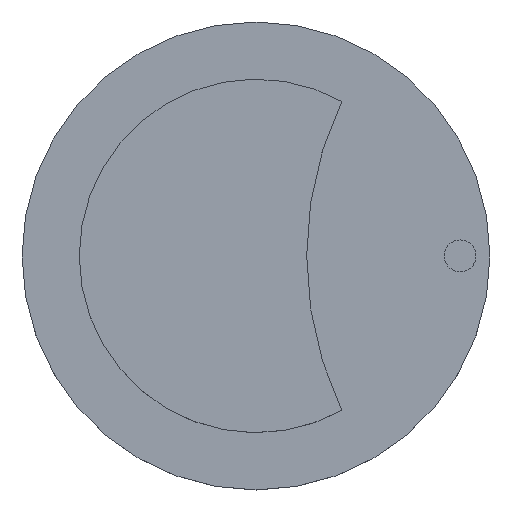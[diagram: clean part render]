
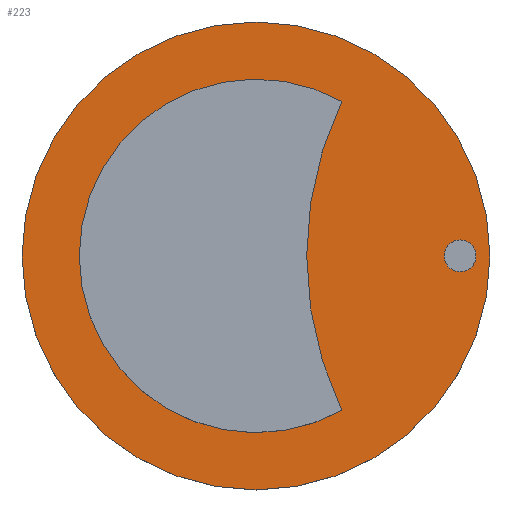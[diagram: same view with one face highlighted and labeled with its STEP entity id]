
A CAD part, top view. The second image highlights one B-rep face of the part: STEP entity #223.
In plain terms, the highlighted planar face has unit normal (0, 0, 1).
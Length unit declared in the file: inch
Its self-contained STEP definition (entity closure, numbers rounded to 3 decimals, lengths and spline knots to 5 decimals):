
#1 = EDGE_CURVE ( 'NONE', #301, #8, #6, .T. ) ;
#6 = CIRCLE ( 'NONE', #461, 2.75 ) ;
#8 = VERTEX_POINT ( 'NONE', #20 ) ;
#11 = CARTESIAN_POINT ( 'NONE',  ( 0., 0., 0. ) ) ;
#14 = AXIS2_PLACEMENT_3D ( 'NONE', #11, #427, #132 ) ;
#19 = DIRECTION ( 'NONE',  ( 0., 0., 1. ) ) ;
#20 = CARTESIAN_POINT ( 'NONE',  ( -2.75, 0., 0. ) ) ;
#24 = ORIENTED_EDGE ( 'NONE', *, *, #423, .F. ) ;
#34 = AXIS2_PLACEMENT_3D ( 'NONE', #316, #463, #429 ) ;
#46 = VERTEX_POINT ( 'NONE', #426 ) ;
#50 = DIRECTION ( 'NONE',  ( -1., 0., 0. ) ) ;
#57 = DIRECTION ( 'NONE',  ( -1., 0., 0. ) ) ;
#91 = ORIENTED_EDGE ( 'NONE', *, *, #220, .T. ) ;
#92 = DIRECTION ( 'NONE',  ( -1., 0., 0. ) ) ;
#126 = FACE_BOUND ( 'NONE', #312, .T. ) ;
#129 = DIRECTION ( 'NONE',  ( 0., 0., -1. ) ) ;
#132 = DIRECTION ( 'NONE',  ( -1., 0., 0. ) ) ;
#155 = CARTESIAN_POINT ( 'NONE',  ( 3.17542, 0., 0. ) ) ;
#167 = PLANE ( 'NONE',  #469 ) ;
#170 = DIRECTION ( 'NONE',  ( 0., 0., -1. ) ) ;
#172 = CARTESIAN_POINT ( 'NONE',  ( 2.92792, 0., 0. ) ) ;
#173 = DIRECTION ( 'NONE',  ( 0., 0., -1. ) ) ;
#174 = AXIS2_PLACEMENT_3D ( 'NONE', #385, #129, #421 ) ;
#175 = CARTESIAN_POINT ( 'NONE',  ( 3.17542, 0., 0. ) ) ;
#179 = DIRECTION ( 'NONE',  ( -1., 0., 0. ) ) ;
#185 = CIRCLE ( 'NONE', #34, 5.5625 ) ;
#202 = VERTEX_POINT ( 'NONE', #446 ) ;
#207 = CIRCLE ( 'NONE', #321, 0.2475 ) ;
#211 = DIRECTION ( 'NONE',  ( -1., 0., 0. ) ) ;
#214 = VERTEX_POINT ( 'NONE', #332 ) ;
#220 = EDGE_CURVE ( 'NONE', #8, #214, #477, .T. ) ;
#223 = ADVANCED_FACE ( 'NONE', ( #451, #250, #126 ), #167, .F. ) ;
#231 = ORIENTED_EDGE ( 'NONE', *, *, #294, .F. ) ;
#240 = VERTEX_POINT ( 'NONE', #172 ) ;
#250 = FACE_OUTER_BOUND ( 'NONE', #374, .T. ) ;
#257 = CIRCLE ( 'NONE', #415, 0.2475 ) ;
#262 = ORIENTED_EDGE ( 'NONE', *, *, #291, .F. ) ;
#269 = CIRCLE ( 'NONE', #315, 3.64034 ) ;
#278 = CARTESIAN_POINT ( 'NONE',  ( 3.64034, 0., 0. ) ) ;
#291 = EDGE_CURVE ( 'NONE', #240, #202, #257, .T. ) ;
#294 = EDGE_CURVE ( 'NONE', #306, #46, #269, .T. ) ;
#301 = VERTEX_POINT ( 'NONE', #351 ) ;
#306 = VERTEX_POINT ( 'NONE', #278 ) ;
#312 = EDGE_LOOP ( 'NONE', ( #262, #24 ) ) ;
#315 = AXIS2_PLACEMENT_3D ( 'NONE', #343, #347, #92 ) ;
#316 = CARTESIAN_POINT ( 'NONE',  ( 6.351, 0., 0. ) ) ;
#317 = CARTESIAN_POINT ( 'NONE',  ( 0., 0., 0. ) ) ;
#321 = AXIS2_PLACEMENT_3D ( 'NONE', #155, #334, #179 ) ;
#332 = CARTESIAN_POINT ( 'NONE',  ( 1.33493, 2.40426, 0. ) ) ;
#334 = DIRECTION ( 'NONE',  ( 0., 0., 1. ) ) ;
#343 = CARTESIAN_POINT ( 'NONE',  ( 0., 0., 0. ) ) ;
#345 = EDGE_LOOP ( 'NONE', ( #425, #91, #457 ) ) ;
#347 = DIRECTION ( 'NONE',  ( 0., 0., -1. ) ) ;
#351 = CARTESIAN_POINT ( 'NONE',  ( 1.33493, -2.40426, 0. ) ) ;
#362 = EDGE_CURVE ( 'NONE', #46, #306, #364, .T. ) ;
#364 = CIRCLE ( 'NONE', #174, 3.64034 ) ;
#374 = EDGE_LOOP ( 'NONE', ( #231, #420 ) ) ;
#375 = EDGE_CURVE ( 'NONE', #214, #301, #185, .T. ) ;
#385 = CARTESIAN_POINT ( 'NONE',  ( 0., 0., 0. ) ) ;
#415 = AXIS2_PLACEMENT_3D ( 'NONE', #175, #19, #50 ) ;
#419 = CARTESIAN_POINT ( 'NONE',  ( 0., 0., 0. ) ) ;
#420 = ORIENTED_EDGE ( 'NONE', *, *, #362, .F. ) ;
#421 = DIRECTION ( 'NONE',  ( -1., 0., 0. ) ) ;
#423 = EDGE_CURVE ( 'NONE', #202, #240, #207, .T. ) ;
#425 = ORIENTED_EDGE ( 'NONE', *, *, #1, .T. ) ;
#426 = CARTESIAN_POINT ( 'NONE',  ( -3.64034, 0., 0. ) ) ;
#427 = DIRECTION ( 'NONE',  ( 0., 0., -1. ) ) ;
#429 = DIRECTION ( 'NONE',  ( -1., 0., 0. ) ) ;
#446 = CARTESIAN_POINT ( 'NONE',  ( 3.42292, 0., 0. ) ) ;
#451 = FACE_BOUND ( 'NONE', #345, .T. ) ;
#457 = ORIENTED_EDGE ( 'NONE', *, *, #375, .T. ) ;
#461 = AXIS2_PLACEMENT_3D ( 'NONE', #317, #173, #57 ) ;
#463 = DIRECTION ( 'NONE',  ( 0., 0., 1. ) ) ;
#469 = AXIS2_PLACEMENT_3D ( 'NONE', #419, #170, #211 ) ;
#477 = CIRCLE ( 'NONE', #14, 2.75 ) ;
